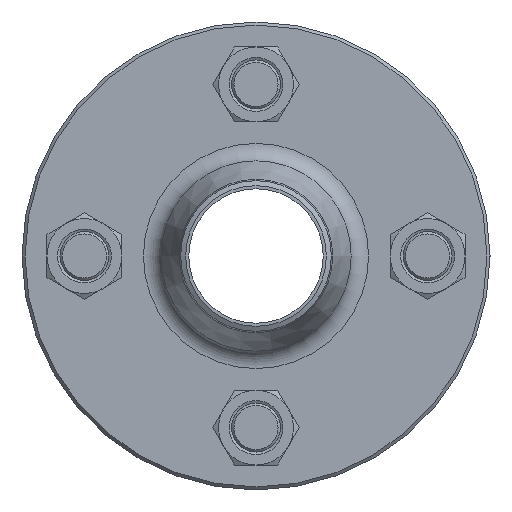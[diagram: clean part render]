
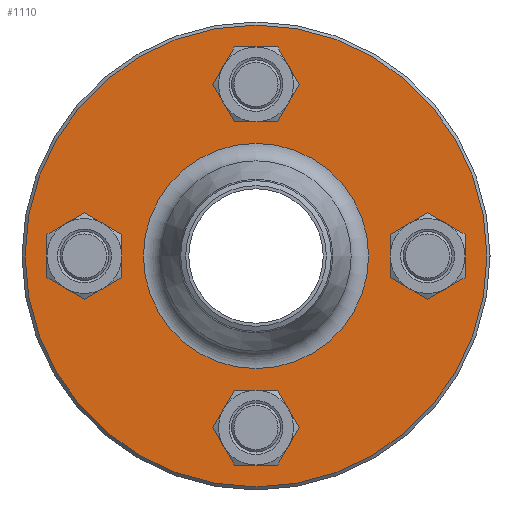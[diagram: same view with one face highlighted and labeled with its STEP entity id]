
A CAD part, left-side view. The second image highlights one B-rep face of the part: STEP entity #1110.
In plain terms, the highlighted planar face has unit normal (-1, 0, 0).
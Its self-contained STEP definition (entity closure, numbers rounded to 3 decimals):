
#810=FACE_BOUND('',#1727,.T.);
#811=FACE_BOUND('',#1728,.T.);
#812=FACE_BOUND('',#1729,.T.);
#813=FACE_BOUND('',#1730,.T.);
#814=FACE_BOUND('',#1731,.T.);
#815=FACE_BOUND('',#1732,.T.);
#1110=ADVANCED_FACE('',(#810,#811,#812,#813,#814,#815),#1233,.F.);
#1233=PLANE('',#4063);
#1727=EDGE_LOOP('',(#2597));
#1728=EDGE_LOOP('',(#2598));
#1729=EDGE_LOOP('',(#2599));
#1730=EDGE_LOOP('',(#2600));
#1731=EDGE_LOOP('',(#2601));
#1732=EDGE_LOOP('',(#2602));
#2597=ORIENTED_EDGE('',*,*,#3363,.T.);
#2598=ORIENTED_EDGE('',*,*,#3364,.T.);
#2599=ORIENTED_EDGE('',*,*,#3365,.T.);
#2600=ORIENTED_EDGE('',*,*,#3366,.T.);
#2601=ORIENTED_EDGE('',*,*,#3367,.T.);
#2602=ORIENTED_EDGE('',*,*,#3362,.T.);
#2926=VERTEX_POINT('',#6532);
#2927=VERTEX_POINT('',#6535);
#2928=VERTEX_POINT('',#6537);
#2929=VERTEX_POINT('',#6539);
#2930=VERTEX_POINT('',#6541);
#2931=VERTEX_POINT('',#6543);
#3362=EDGE_CURVE('',#2926,#2926,#3586,.T.);
#3363=EDGE_CURVE('',#2927,#2927,#3587,.T.);
#3364=EDGE_CURVE('',#2928,#2928,#3588,.T.);
#3365=EDGE_CURVE('',#2929,#2929,#3589,.T.);
#3366=EDGE_CURVE('',#2930,#2930,#3590,.T.);
#3367=EDGE_CURVE('',#2931,#2931,#3591,.T.);
#3586=CIRCLE('',#4056,36.091);
#3587=CIRCLE('',#4058,74.);
#3588=CIRCLE('',#4059,10.);
#3589=CIRCLE('',#4060,10.);
#3590=CIRCLE('',#4061,10.);
#3591=CIRCLE('',#4062,10.);
#4056=AXIS2_PLACEMENT_3D('',#6531,#5087,#5088);
#4058=AXIS2_PLACEMENT_3D('',#6534,#5091,#5092);
#4059=AXIS2_PLACEMENT_3D('',#6536,#5093,#5094);
#4060=AXIS2_PLACEMENT_3D('',#6538,#5095,#5096);
#4061=AXIS2_PLACEMENT_3D('',#6540,#5097,#5098);
#4062=AXIS2_PLACEMENT_3D('',#6542,#5099,#5100);
#4063=AXIS2_PLACEMENT_3D('',#6544,#5101,#5102);
#5087=DIRECTION('',(1.,0.,0.));
#5088=DIRECTION('',(0.,-1.,0.));
#5091=DIRECTION('',(-1.,0.,0.));
#5092=DIRECTION('',(0.,-1.,0.));
#5093=DIRECTION('',(1.,0.,0.));
#5094=DIRECTION('',(0.,-1.,0.));
#5095=DIRECTION('',(1.,0.,0.));
#5096=DIRECTION('',(0.,-1.,0.));
#5097=DIRECTION('',(1.,0.,0.));
#5098=DIRECTION('',(0.,-1.,0.));
#5099=DIRECTION('',(1.,0.,0.));
#5100=DIRECTION('',(0.,-1.,0.));
#5101=DIRECTION('',(1.,0.,0.));
#5102=DIRECTION('',(0.,-1.,0.));
#6531=CARTESIAN_POINT('',(39.082,57.2,75.));
#6532=CARTESIAN_POINT('',(39.082,21.109,75.));
#6534=CARTESIAN_POINT('',(39.082,57.2,75.));
#6535=CARTESIAN_POINT('',(39.082,-16.8,75.));
#6536=CARTESIAN_POINT('',(39.082,112.2,75.));
#6537=CARTESIAN_POINT('',(39.082,102.2,75.));
#6538=CARTESIAN_POINT('',(39.082,57.2,130.));
#6539=CARTESIAN_POINT('',(39.082,47.2,130.));
#6540=CARTESIAN_POINT('',(39.082,2.2,75.));
#6541=CARTESIAN_POINT('',(39.082,-7.8,75.));
#6542=CARTESIAN_POINT('',(39.082,57.2,20.));
#6543=CARTESIAN_POINT('',(39.082,47.2,20.));
#6544=CARTESIAN_POINT('',(39.082,57.2,38.909));
